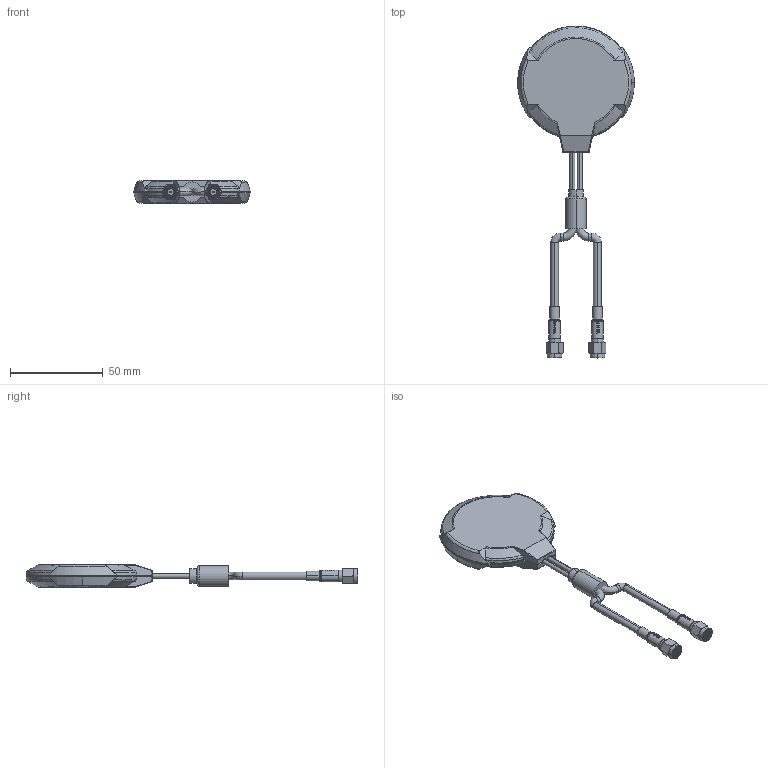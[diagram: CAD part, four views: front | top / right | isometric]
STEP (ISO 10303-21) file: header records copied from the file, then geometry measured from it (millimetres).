
FILE_DESCRIPTION (( 'STEP AP214' ), '1' );
FILE_NAME ('MA210.K.CG.001_web.STEP', '2022-03-21T10:15:33', ( '' ), ( '' ), 'SwSTEP 2.0', 'SolidWorks 2018', '' );
FILE_SCHEMA (( 'AUTOMOTIVE_DESIGN' ));
Length unit declared in the file: millimetre
Products named in the file (1): MA210.K.CG.001_web
Bounding box: 62.75 x 178.65 x 12 mm (x, y, z)
Surface area: 12281.9 mm2 (no closed solid volume)
Topology: 0 solids, 24 shells, 282 faces, 847 edges, 581 vertices
Faces by surface type: cylinder 105, plane 60, bspline 48, cone 41, torus 28
Entity records: 19257 total; most frequent: CARTESIAN_POINT 9842, ORIENTED_EDGE 1474, DIRECTION 970, EDGE_CURVE 847, VERTEX_POINT 581, B_SPLINE_CURVE_WITH_KNOTS 428, AXIS2_PLACEMENT_3D 422, EDGE_LOOP 293
